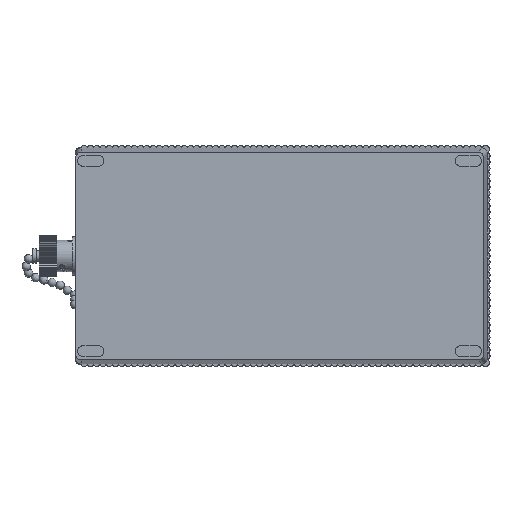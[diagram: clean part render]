
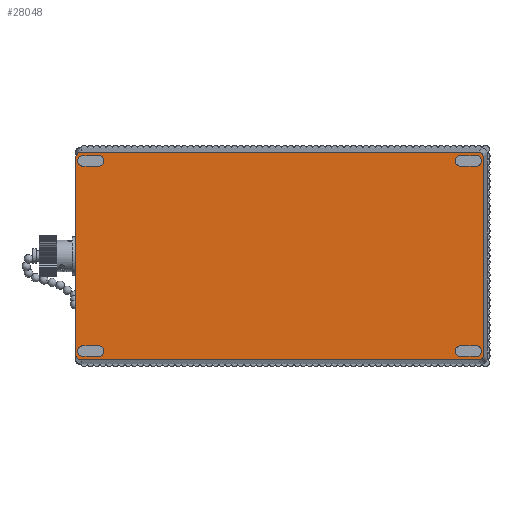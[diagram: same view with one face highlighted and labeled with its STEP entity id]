
A CAD part, left-side view. The second image highlights one B-rep face of the part: STEP entity #28048.
In plain terms, the highlighted planar face has unit normal (-1, 0, 0).
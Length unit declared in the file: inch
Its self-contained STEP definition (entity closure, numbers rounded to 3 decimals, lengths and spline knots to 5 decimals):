
#565=LINE('',#40607,#3075);
#569=LINE('',#40618,#3079);
#573=LINE('',#40632,#3083);
#577=LINE('',#40643,#3087);
#581=LINE('',#40657,#3091);
#585=LINE('',#40668,#3095);
#589=LINE('',#40682,#3099);
#593=LINE('',#40693,#3103);
#2635=LINE('',#47144,#5145);
#2641=LINE('',#47156,#5151);
#2643=LINE('',#47162,#5153);
#2645=LINE('',#47171,#5155);
#3075=VECTOR('',#32039,0.3937);
#3079=VECTOR('',#32051,0.3937);
#3083=VECTOR('',#32065,0.3937);
#3087=VECTOR('',#32077,0.3937);
#3091=VECTOR('',#32091,0.3937);
#3095=VECTOR('',#32103,0.3937);
#3099=VECTOR('',#32117,0.3937);
#3103=VECTOR('',#32129,0.3937);
#5145=VECTOR('',#38847,0.3937);
#5151=VECTOR('',#38859,0.3937);
#5153=VECTOR('',#38867,0.3937);
#5155=VECTOR('',#38879,0.3937);
#6240=PLANE('',#30828);
#6339=FACE_BOUND('',#10859,.T.);
#6340=FACE_BOUND('',#10860,.T.);
#6341=FACE_BOUND('',#10861,.T.);
#6342=FACE_BOUND('',#10862,.T.);
#6500=CIRCLE('',#28447,0.075);
#6502=CIRCLE('',#28451,0.075);
#6504=CIRCLE('',#28456,0.075);
#6506=CIRCLE('',#28460,0.075);
#6508=CIRCLE('',#28465,0.075);
#6510=CIRCLE('',#28469,0.075);
#6512=CIRCLE('',#28474,0.075);
#6514=CIRCLE('',#28478,0.075);
#9104=FACE_OUTER_BOUND('',#10858,.T.);
#10858=EDGE_LOOP('',(#23850,#23851,#23852,#23853,#23854,#23855,#23856,#23857));
#10859=EDGE_LOOP('',(#23858,#23859,#23860,#23861));
#10860=EDGE_LOOP('',(#23862,#23863,#23864,#23865));
#10861=EDGE_LOOP('',(#23866,#23867,#23868,#23869));
#10862=EDGE_LOOP('',(#23870,#23871,#23872,#23873));
#10893=ELLIPSE('',#30820,0.07712,0.075);
#10894=ELLIPSE('',#30823,0.07607,0.075);
#10895=ELLIPSE('',#30827,0.07607,0.075);
#10896=ELLIPSE('',#30829,0.07712,0.075);
#11354=VERTEX_POINT('',#40597);
#11355=VERTEX_POINT('',#40598);
#11358=VERTEX_POINT('',#40606);
#11360=VERTEX_POINT('',#40612);
#11362=VERTEX_POINT('',#40622);
#11363=VERTEX_POINT('',#40623);
#11366=VERTEX_POINT('',#40631);
#11368=VERTEX_POINT('',#40637);
#11370=VERTEX_POINT('',#40647);
#11371=VERTEX_POINT('',#40648);
#11374=VERTEX_POINT('',#40656);
#11376=VERTEX_POINT('',#40662);
#11378=VERTEX_POINT('',#40672);
#11379=VERTEX_POINT('',#40673);
#11382=VERTEX_POINT('',#40681);
#11384=VERTEX_POINT('',#40687);
#12988=VERTEX_POINT('',#47141);
#12989=VERTEX_POINT('',#47143);
#12990=VERTEX_POINT('',#47148);
#12991=VERTEX_POINT('',#47149);
#12992=VERTEX_POINT('',#47154);
#12993=VERTEX_POINT('',#47158);
#12994=VERTEX_POINT('',#47165);
#12995=VERTEX_POINT('',#47169);
#13635=EDGE_CURVE('',#11354,#11355,#6500,.T.);
#13639=EDGE_CURVE('',#11355,#11358,#565,.T.);
#13642=EDGE_CURVE('',#11358,#11360,#6502,.T.);
#13645=EDGE_CURVE('',#11360,#11354,#569,.T.);
#13647=EDGE_CURVE('',#11362,#11363,#6504,.T.);
#13651=EDGE_CURVE('',#11366,#11362,#573,.T.);
#13654=EDGE_CURVE('',#11368,#11366,#6506,.T.);
#13657=EDGE_CURVE('',#11363,#11368,#577,.T.);
#13659=EDGE_CURVE('',#11370,#11371,#6508,.T.);
#13663=EDGE_CURVE('',#11374,#11370,#581,.T.);
#13666=EDGE_CURVE('',#11376,#11374,#6510,.T.);
#13669=EDGE_CURVE('',#11371,#11376,#585,.T.);
#13671=EDGE_CURVE('',#11378,#11379,#6512,.T.);
#13675=EDGE_CURVE('',#11379,#11382,#589,.T.);
#13678=EDGE_CURVE('',#11382,#11384,#6514,.T.);
#13681=EDGE_CURVE('',#11384,#11378,#593,.T.);
#16695=EDGE_CURVE('',#12988,#12989,#2635,.T.);
#16698=EDGE_CURVE('',#12990,#12991,#10893,.T.);
#16702=EDGE_CURVE('',#12990,#12992,#2641,.T.);
#16703=EDGE_CURVE('',#12993,#12988,#10894,.T.);
#16705=EDGE_CURVE('',#12993,#12991,#2643,.T.);
#16706=EDGE_CURVE('',#12989,#12994,#10895,.T.);
#16708=EDGE_CURVE('',#12995,#12992,#10896,.T.);
#16709=EDGE_CURVE('',#12995,#12994,#2645,.T.);
#23850=ORIENTED_EDGE('',*,*,#16698,.F.);
#23851=ORIENTED_EDGE('',*,*,#16702,.T.);
#23852=ORIENTED_EDGE('',*,*,#16708,.F.);
#23853=ORIENTED_EDGE('',*,*,#16709,.T.);
#23854=ORIENTED_EDGE('',*,*,#16706,.F.);
#23855=ORIENTED_EDGE('',*,*,#16695,.F.);
#23856=ORIENTED_EDGE('',*,*,#16703,.F.);
#23857=ORIENTED_EDGE('',*,*,#16705,.T.);
#23858=ORIENTED_EDGE('',*,*,#13635,.T.);
#23859=ORIENTED_EDGE('',*,*,#13639,.T.);
#23860=ORIENTED_EDGE('',*,*,#13642,.T.);
#23861=ORIENTED_EDGE('',*,*,#13645,.T.);
#23862=ORIENTED_EDGE('',*,*,#13647,.T.);
#23863=ORIENTED_EDGE('',*,*,#13657,.T.);
#23864=ORIENTED_EDGE('',*,*,#13654,.T.);
#23865=ORIENTED_EDGE('',*,*,#13651,.T.);
#23866=ORIENTED_EDGE('',*,*,#13659,.T.);
#23867=ORIENTED_EDGE('',*,*,#13669,.T.);
#23868=ORIENTED_EDGE('',*,*,#13666,.T.);
#23869=ORIENTED_EDGE('',*,*,#13663,.T.);
#23870=ORIENTED_EDGE('',*,*,#13671,.T.);
#23871=ORIENTED_EDGE('',*,*,#13675,.T.);
#23872=ORIENTED_EDGE('',*,*,#13678,.T.);
#23873=ORIENTED_EDGE('',*,*,#13681,.T.);
#28048=ADVANCED_FACE('',(#9104,#6339,#6340,#6341,#6342),#6240,.T.);
#28447=AXIS2_PLACEMENT_3D('',#40599,#32031,#32032);
#28451=AXIS2_PLACEMENT_3D('',#40613,#32044,#32045);
#28456=AXIS2_PLACEMENT_3D('',#40624,#32057,#32058);
#28460=AXIS2_PLACEMENT_3D('',#40638,#32070,#32071);
#28465=AXIS2_PLACEMENT_3D('',#40649,#32083,#32084);
#28469=AXIS2_PLACEMENT_3D('',#40663,#32096,#32097);
#28474=AXIS2_PLACEMENT_3D('',#40674,#32109,#32110);
#28478=AXIS2_PLACEMENT_3D('',#40688,#32122,#32123);
#30820=AXIS2_PLACEMENT_3D('',#47150,#38852,#38853);
#30823=AXIS2_PLACEMENT_3D('',#47159,#38862,#38863);
#30827=AXIS2_PLACEMENT_3D('',#47166,#38872,#38873);
#30828=AXIS2_PLACEMENT_3D('',#47168,#38875,#38876);
#30829=AXIS2_PLACEMENT_3D('',#47170,#38877,#38878);
#32031=DIRECTION('center_axis',(1.,0.,0.));
#32032=DIRECTION('ref_axis',(0.,0.,
-1.));
#32039=DIRECTION('',(0.,1.,0.));
#32044=DIRECTION('center_axis',(1.,0.,0.));
#32045=DIRECTION('ref_axis',(0.,0.,
1.));
#32051=DIRECTION('',(0.,-1.,0.));
#32057=DIRECTION('center_axis',(1.,0.,0.));
#32058=DIRECTION('ref_axis',(0.,0.,
1.));
#32065=DIRECTION('',(0.,-1.,0.));
#32070=DIRECTION('center_axis',(1.,0.,0.));
#32071=DIRECTION('ref_axis',(0.,0.,
-1.));
#32077=DIRECTION('',(0.,1.,0.));
#32083=DIRECTION('center_axis',(1.,0.,0.));
#32084=DIRECTION('ref_axis',(0.,0.,
-1.));
#32091=DIRECTION('',(0.,1.,0.));
#32096=DIRECTION('center_axis',(1.,0.,0.));
#32097=DIRECTION('ref_axis',(0.,0.,
1.));
#32103=DIRECTION('',(0.,-1.,0.));
#32109=DIRECTION('center_axis',(1.,0.,0.));
#32110=DIRECTION('ref_axis',(0.,0.,
1.));
#32117=DIRECTION('',(0.,-1.,0.));
#32122=DIRECTION('center_axis',(1.,0.,0.));
#32123=DIRECTION('ref_axis',(0.,0.,
-1.));
#32129=DIRECTION('',(0.,1.,0.));
#38847=DIRECTION('',(0.,0.,1.));
#38852=DIRECTION('center_axis',(1.,0.,0.));
#38853=DIRECTION('ref_axis',(0.,-0.707,-0.707));
#38859=DIRECTION('',(0.,0.,1.));
#38862=DIRECTION('center_axis',(1.,0.,0.));
#38863=DIRECTION('ref_axis',(0.,0.,-1.));
#38867=DIRECTION('',(0.,-1.,0.));
#38872=DIRECTION('center_axis',(1.,0.,0.));
#38873=DIRECTION('ref_axis',(0.,0.,
1.));
#38875=DIRECTION('center_axis',(-1.,0.,0.));
#38876=DIRECTION('ref_axis',(0.,0.,-1.));
#38877=DIRECTION('center_axis',(1.,0.,0.));
#38878=DIRECTION('ref_axis',(0.,-0.707,0.707));
#38879=DIRECTION('',(0.,1.,0.));
#40597=CARTESIAN_POINT('',(-0.675,-2.7498,1.4275));
#40598=CARTESIAN_POINT('',(-0.675,-2.7498,1.2775));
#40599=CARTESIAN_POINT('Origin',(-0.675,-2.7498,1.3525));
#40606=CARTESIAN_POINT('',(-0.675,-2.5248,1.2775));
#40607=CARTESIAN_POINT('',(-0.675,-1.2624,1.2775));
#40612=CARTESIAN_POINT('',(-0.675,-2.5248,1.4275));
#40613=CARTESIAN_POINT('Origin',(-0.675,-2.5248,1.3525));
#40618=CARTESIAN_POINT('',(-0.675,-1.3749,1.4275));
#40622=CARTESIAN_POINT('',(-0.675,-2.7498,-1.2775));
#40623=CARTESIAN_POINT('',(-0.675,-2.7498,-1.4275));
#40624=CARTESIAN_POINT('Origin',(-0.675,-2.7498,-1.3525));
#40631=CARTESIAN_POINT('',(-0.675,-2.5248,-1.2775));
#40632=CARTESIAN_POINT('',(-0.675,-1.2624,-1.2775));
#40637=CARTESIAN_POINT('',(-0.675,-2.5248,-1.4275));
#40638=CARTESIAN_POINT('Origin',(-0.675,-2.5248,-1.3525));
#40643=CARTESIAN_POINT('',(-0.675,-1.3749,-1.4275));
#40647=CARTESIAN_POINT('',(-0.675,2.84375,1.2775));
#40648=CARTESIAN_POINT('',(-0.675,2.84375,1.4275));
#40649=CARTESIAN_POINT('Origin',(-0.675,2.84375,1.3525));
#40656=CARTESIAN_POINT('',(-0.675,2.61875,1.2775));
#40657=CARTESIAN_POINT('',(-0.675,1.30938,1.2775));
#40662=CARTESIAN_POINT('',(-0.675,2.61875,1.4275));
#40663=CARTESIAN_POINT('Origin',(-0.675,2.61875,1.3525));
#40668=CARTESIAN_POINT('',(-0.675,1.42188,1.4275));
#40672=CARTESIAN_POINT('',(-0.675,2.84375,-1.4275));
#40673=CARTESIAN_POINT('',(-0.675,2.84375,-1.2775));
#40674=CARTESIAN_POINT('Origin',(-0.675,2.84375,-1.3525));
#40681=CARTESIAN_POINT('',(-0.675,2.61875,-1.2775));
#40682=CARTESIAN_POINT('',(-0.675,1.30938,-1.2775));
#40687=CARTESIAN_POINT('',(-0.675,2.61875,-1.4275));
#40688=CARTESIAN_POINT('Origin',(-0.675,2.61875,-1.3525));
#40693=CARTESIAN_POINT('',(-0.675,1.42188,-1.4275));
#47141=CARTESIAN_POINT('',(-0.675,2.94375,-1.40143));
#47143=CARTESIAN_POINT('',(-0.675,2.94375,1.40143));
#47144=CARTESIAN_POINT('',(-0.675,2.94375,-1.5725));
#47148=CARTESIAN_POINT('',(-0.675,-2.84875,-1.40355));
#47149=CARTESIAN_POINT('',(-0.675,-2.7748,-1.4775));
#47150=CARTESIAN_POINT('Origin',(-0.675,-2.77268,-1.40143));
#47154=CARTESIAN_POINT('',(-0.675,-2.84875,1.40355));
#47156=CARTESIAN_POINT('',(-0.675,-2.84875,1.5725));
#47158=CARTESIAN_POINT('',(-0.675,2.86875,-1.4775));
#47159=CARTESIAN_POINT('Origin',(-0.675,2.86875,-1.40143));
#47162=CARTESIAN_POINT('',(-0.675,-1.47188,-1.4775));
#47165=CARTESIAN_POINT('',(-0.675,2.86875,1.4775));
#47166=CARTESIAN_POINT('Origin',(-0.675,2.86875,1.40143));
#47168=CARTESIAN_POINT('Origin',(-0.675,0.,
1.5725));
#47169=CARTESIAN_POINT('',(-0.675,-2.7748,1.4775));
#47170=CARTESIAN_POINT('Origin',(-0.675,-2.77268,1.40143));
#47171=CARTESIAN_POINT('',(-0.675,-1.47188,1.4775));
